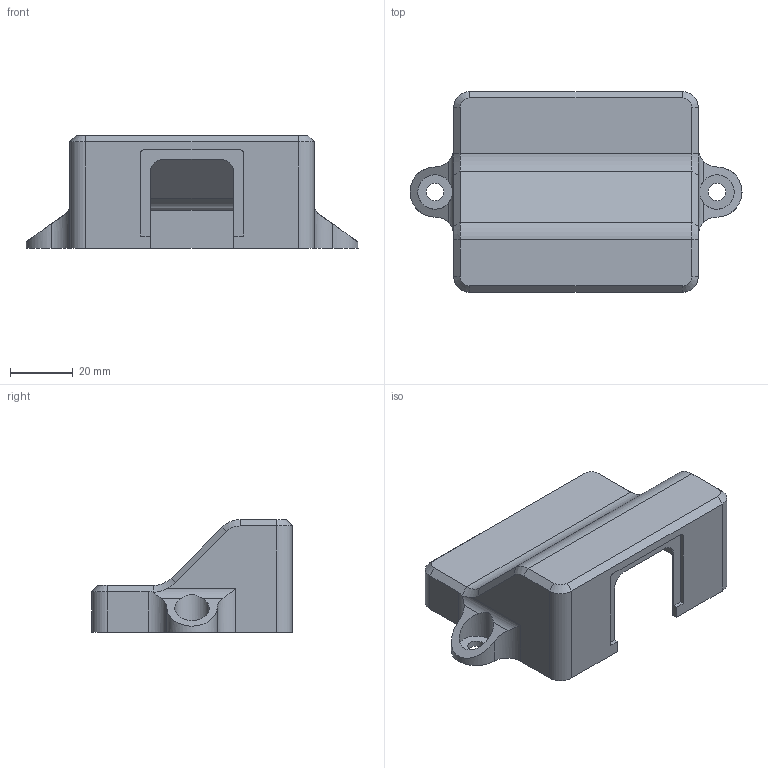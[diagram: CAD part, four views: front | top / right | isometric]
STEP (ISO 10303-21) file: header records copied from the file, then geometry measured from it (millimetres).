
FILE_DESCRIPTION(/* description */ ('STEP AP242','CAx-IF Rec.Pracs.---Representation and Presentation of Product Manufacturing Information (PMI)---4.0---2014-10-13','CAx-IF Rec.Pracs.---3D Tessellated Geometry---0.4---2014-09-14','2;1'),/* implementation_level */ '2;1');
FILE_NAME(/* name */ '689ce2ba8ae94860ef853a71',/* time_stamp */ '2025-08-13T19:08:42Z',/* author */ (''),/* organization */ (''),/* preprocessor_version */ 'ST-DEVELOPER v20',/* originating_system */ 'ONSHAPE BY PTC INC, 1.202',/* authorisation */ ' ');
FILE_SCHEMA (('AP242_MANAGED_MODEL_BASED_3D_ENGINEERING_MIM_LF { 1 0 10303 442 1 1 4 }'));
Length unit declared in the file: metre
Products named in the file (1): lid
Bounding box: 106 x 64.03 x 36 mm (x, y, z)
Volume: 28944.2 mm3; surface area: 26931.9 mm2
Topology: 1 solids, 1 shells, 120 faces, 306 edges, 192 vertices
Faces by surface type: plane 62, cylinder 38, cone 20
Full cylindrical faces by diameter (mm): 4.1 x4, 5.5 x2, 10 x4, 11 x2
Entity records: 3534 total; most frequent: CARTESIAN_POINT 661, DIRECTION 608, ORIENTED_EDGE 568, EDGE_CURVE 284, AXIS2_PLACEMENT_3D 219, VERTEX_POINT 186, LINE 170, VECTOR 170
